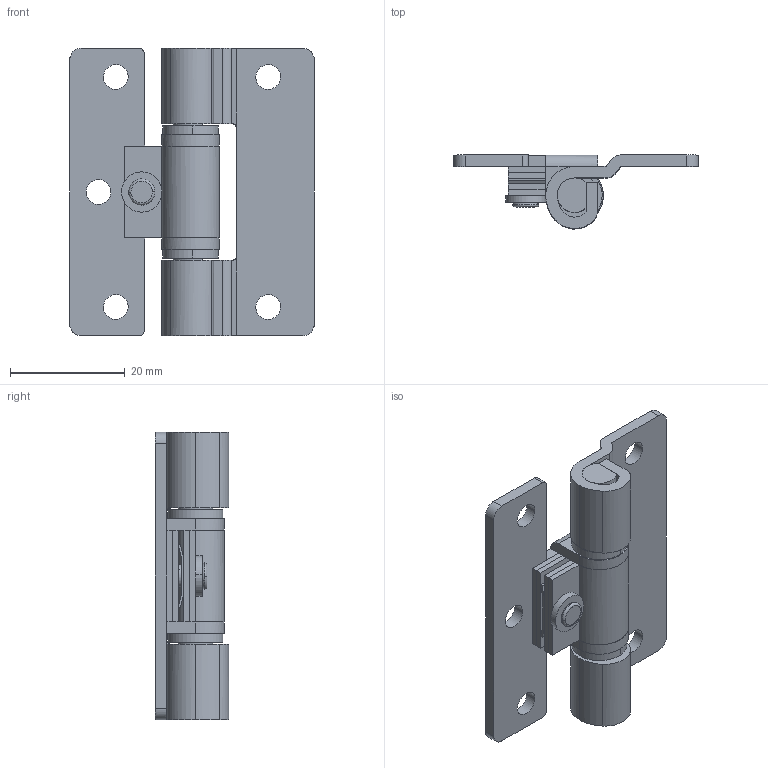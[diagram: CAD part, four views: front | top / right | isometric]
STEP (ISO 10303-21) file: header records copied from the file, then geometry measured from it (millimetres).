
FILE_DESCRIPTION((''),'2;1');
FILE_NAME('','2007-03-29T11:42:16',(''),(''),'','CADfix','');
FILE_SCHEMA(('AUTOMOTIVE_DESIGN { 1 0 10303 214 1 1 1 1 }'));
Length unit declared in the file: millimetre
Bounding box: 42.5 x 12.8 x 50 mm (x, y, z)
Volume: 7470.1 mm3; surface area: 10209.1 mm2
Topology: 10 solids, 10 shells, 156 faces, 486 edges, 350 vertices
Faces by surface type: bspline 156
Entity records: 6115 total; most frequent: CARTESIAN_POINT 3288, ORIENTED_EDGE 972, EDGE_CURVE 486, VERTEX_POINT 350, QUASI_UNIFORM_CURVE 234, EDGE_LOOP 188, FACE_OUTER_BOUND 156, ADVANCED_FACE 156
